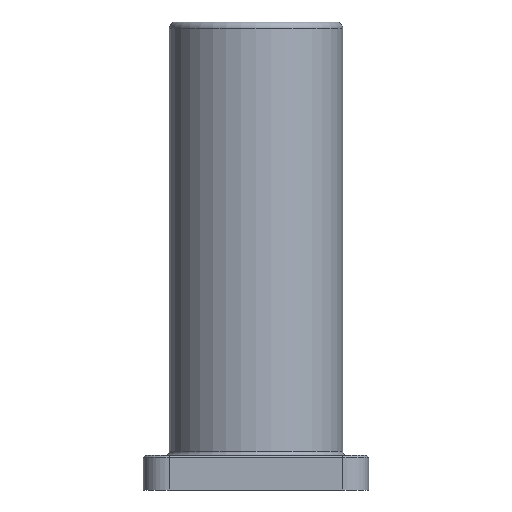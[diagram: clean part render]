
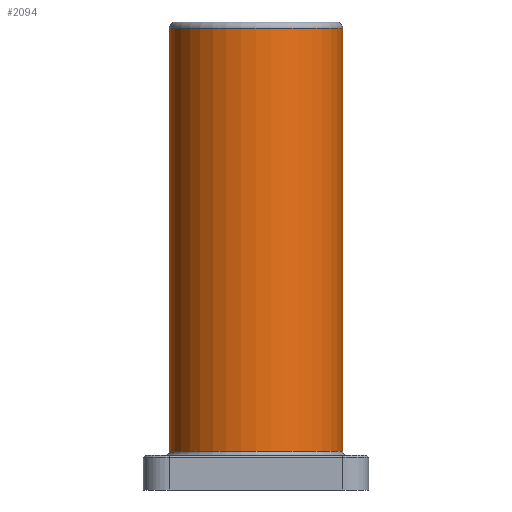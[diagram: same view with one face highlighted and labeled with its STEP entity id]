
A CAD part, left-side view. The second image highlights one B-rep face of the part: STEP entity #2094.
In plain terms, the highlighted cylindrical face has radius 15.875 mm (diameter 31.75 mm), a partial arc.
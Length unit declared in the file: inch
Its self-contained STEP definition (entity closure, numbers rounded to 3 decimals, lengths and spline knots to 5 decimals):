
#135 = VECTOR ( 'NONE', #7807, 39.37008 ) ;
#185 = FACE_OUTER_BOUND ( 'NONE', #544, .T. ) ;
#491 = ORIENTED_EDGE ( 'NONE', *, *, #2189, .T. ) ;
#544 = EDGE_LOOP ( 'NONE', ( #3670, #2484, #6220, #491 ) ) ;
#654 = LINE ( 'NONE', #1277, #6870 ) ;
#786 = CARTESIAN_POINT ( 'NONE',  ( 0., -0.625, 3.33 ) ) ;
#860 = DIRECTION ( 'NONE',  ( 0., -1., 0. ) ) ;
#901 = CIRCLE ( 'NONE', #3554, 0.625 ) ;
#944 = CARTESIAN_POINT ( 'NONE',  ( 0., 0.625, -0.03 ) ) ;
#981 = CARTESIAN_POINT ( 'NONE',  ( 0., 0., 3.33 ) ) ;
#1277 = CARTESIAN_POINT ( 'NONE',  ( 0., -0.625, -0.03 ) ) ;
#1733 = VERTEX_POINT ( 'NONE', #7842 ) ;
#1755 = VERTEX_POINT ( 'NONE', #786 ) ;
#1883 = CIRCLE ( 'NONE', #5050, 0.625 ) ;
#2094 = ADVANCED_FACE ( 'NONE', ( #185 ), #2708, .T. ) ;
#2119 = LINE ( 'NONE', #944, #135 ) ;
#2189 = EDGE_CURVE ( 'NONE', #1733, #6509, #901, .T. ) ;
#2221 = AXIS2_PLACEMENT_3D ( 'NONE', #6564, #5246, #7794 ) ;
#2484 = ORIENTED_EDGE ( 'NONE', *, *, #4514, .T. ) ;
#2708 = CYLINDRICAL_SURFACE ( 'NONE', #2221, 0.625 ) ;
#2864 = CARTESIAN_POINT ( 'NONE',  ( 0., 0., 0.281 ) ) ;
#3083 = EDGE_CURVE ( 'NONE', #1755, #6509, #654, .T. ) ;
#3554 = AXIS2_PLACEMENT_3D ( 'NONE', #2864, #4785, #4743 ) ;
#3670 = ORIENTED_EDGE ( 'NONE', *, *, #3083, .F. ) ;
#4514 = EDGE_CURVE ( 'NONE', #1755, #7806, #1883, .T. ) ;
#4743 = DIRECTION ( 'NONE',  ( 0., -1., 0. ) ) ;
#4785 = DIRECTION ( 'NONE',  ( 0., 0., 1. ) ) ;
#4840 = CARTESIAN_POINT ( 'NONE',  ( 0., 0.625, 3.33 ) ) ;
#4997 = DIRECTION ( 'NONE',  ( 0., 0., -1. ) ) ;
#5050 = AXIS2_PLACEMENT_3D ( 'NONE', #981, #6531, #860 ) ;
#5246 = DIRECTION ( 'NONE',  ( 0., 0., -1. ) ) ;
#6220 = ORIENTED_EDGE ( 'NONE', *, *, #6445, .T. ) ;
#6445 = EDGE_CURVE ( 'NONE', #7806, #1733, #2119, .T. ) ;
#6509 = VERTEX_POINT ( 'NONE', #7882 ) ;
#6531 = DIRECTION ( 'NONE',  ( 0., 0., -1. ) ) ;
#6564 = CARTESIAN_POINT ( 'NONE',  ( 0., 0., -0.03 ) ) ;
#6870 = VECTOR ( 'NONE', #4997, 39.37008 ) ;
#7794 = DIRECTION ( 'NONE',  ( 0., 1., 0. ) ) ;
#7806 = VERTEX_POINT ( 'NONE', #4840 ) ;
#7807 = DIRECTION ( 'NONE',  ( 0., 0., -1. ) ) ;
#7842 = CARTESIAN_POINT ( 'NONE',  ( 0., 0.625, 0.281 ) ) ;
#7882 = CARTESIAN_POINT ( 'NONE',  ( 0., -0.625, 0.281 ) ) ;
